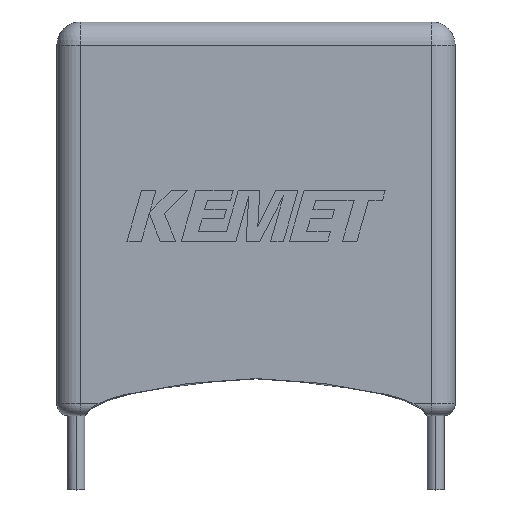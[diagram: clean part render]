
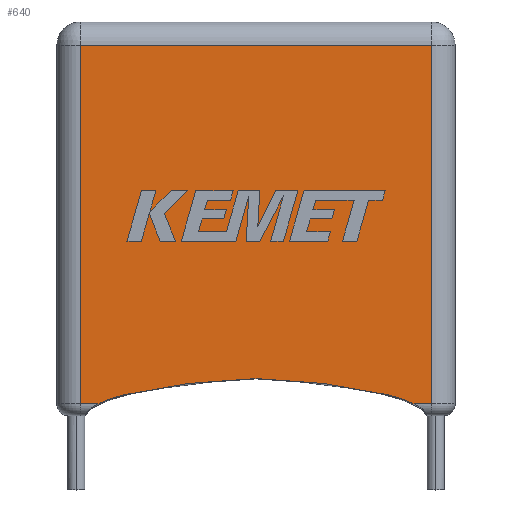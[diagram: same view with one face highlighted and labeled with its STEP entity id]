
A CAD part, top view. The second image highlights one B-rep face of the part: STEP entity #640.
In plain terms, the highlighted planar face has unit normal (0, 0, 1).
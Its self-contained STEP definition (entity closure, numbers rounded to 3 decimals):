
#80 = EDGE_CURVE ( 'NONE', #2382, #3221, #2539, .T. ) ;
#211 = DIRECTION ( 'NONE',  ( 0., 0., -1. ) ) ;
#306 = PLANE ( 'NONE',  #1070 ) ;
#336 = VERTEX_POINT ( 'NONE', #3557 ) ;
#426 = CARTESIAN_POINT ( 'NONE',  ( 1., 0., 6.89 ) ) ;
#435 = ORIENTED_EDGE ( 'NONE', *, *, #2231, .T. ) ;
#449 = CARTESIAN_POINT ( 'NONE',  ( 16.02, 15.82, 6.89 ) ) ;
#512 = VECTOR ( 'NONE', #3959, 1000. ) ;
#571 = FACE_OUTER_BOUND ( 'NONE', #1403, .T. ) ;
#608 = CARTESIAN_POINT ( 'NONE',  ( 15.262, 0.5, 6.89 ) ) ;
#640 = ADVANCED_FACE ( 'NONE', ( #571 ), #306, .F. ) ;
#671 = DIRECTION ( 'NONE',  ( -1., 0., 0. ) ) ;
#764 = DIRECTION ( 'NONE',  ( -1., 0., 0. ) ) ;
#772 = DIRECTION ( 'NONE',  ( 1., 0., 0. ) ) ;
#813 = LINE ( 'NONE', #3369, #2833 ) ;
#1039 = CARTESIAN_POINT ( 'NONE',  ( 8.51, 1.58, 6.89 ) ) ;
#1070 = AXIS2_PLACEMENT_3D ( 'NONE', #1310, #211, #671 ) ;
#1110 = EDGE_CURVE ( 'NONE', #2346, #1542, #2099, .T. ) ;
#1117 = EDGE_CURVE ( 'NONE', #336, #1542, #813, .T. ) ;
#1249 = EDGE_CURVE ( 'NONE', #2346, #2382, #4208, .T. ) ;
#1310 = CARTESIAN_POINT ( 'NONE',  ( 0., 0., 6.89 ) ) ;
#1325 = DIRECTION ( 'NONE',  ( 0., 1., 0. ) ) ;
#1351 = VERTEX_POINT ( 'NONE', #2973 ) ;
#1403 = EDGE_LOOP ( 'NONE', ( #2807, #4436, #2271, #435, #1634, #3239, #4082 ) ) ;
#1431 = CARTESIAN_POINT ( 'NONE',  ( 8.51, 1.58, 6.89 ) ) ;
#1436 = LINE ( 'NONE', #426, #1893 ) ;
#1444 = VERTEX_POINT ( 'NONE', #449 ) ;
#1474 = EDGE_CURVE ( 'NONE', #1351, #336, #1436, .T. ) ;
#1542 = VERTEX_POINT ( 'NONE', #3867 ) ;
#1634 = ORIENTED_EDGE ( 'NONE', *, *, #1474, .T. ) ;
#1706 = VECTOR ( 'NONE', #764, 1000. ) ;
#1723 = CARTESIAN_POINT ( 'NONE',  ( 16.02, 0., 6.89 ) ) ;
#1893 = VECTOR ( 'NONE', #3822, 1000. ) ;
#2099 = B_SPLINE_CURVE_WITH_KNOTS ( 'NONE', 3,
 ( #1431, #2488, #4287, #2895 ),
 .UNSPECIFIED., .F., .F.,
 ( 4, 4 ),
 ( 0., 0.83 ),
 .UNSPECIFIED. ) ;
#2231 = EDGE_CURVE ( 'NONE', #1444, #1351, #3162, .T. ) ;
#2271 = ORIENTED_EDGE ( 'NONE', *, *, #3193, .T. ) ;
#2346 = VERTEX_POINT ( 'NONE', #3242 ) ;
#2382 = VERTEX_POINT ( 'NONE', #608 ) ;
#2488 = CARTESIAN_POINT ( 'NONE',  ( 7.19, 1.58, 6.89 ) ) ;
#2539 = LINE ( 'NONE', #3584, #512 ) ;
#2778 = CARTESIAN_POINT ( 'NONE',  ( 13.803, 1.236, 6.89 ) ) ;
#2807 = ORIENTED_EDGE ( 'NONE', *, *, #1249, .T. ) ;
#2833 = VECTOR ( 'NONE', #772, 1000. ) ;
#2868 = CARTESIAN_POINT ( 'NONE',  ( 0., 15.82, 6.89 ) ) ;
#2895 = CARTESIAN_POINT ( 'NONE',  ( 1.758, 0.5, 6.89 ) ) ;
#2973 = CARTESIAN_POINT ( 'NONE',  ( 1., 15.82, 6.89 ) ) ;
#3162 = LINE ( 'NONE', #2868, #1706 ) ;
#3183 = VECTOR ( 'NONE', #1325, 1000. ) ;
#3193 = EDGE_CURVE ( 'NONE', #3221, #1444, #3427, .T. ) ;
#3221 = VERTEX_POINT ( 'NONE', #3469 ) ;
#3239 = ORIENTED_EDGE ( 'NONE', *, *, #1117, .T. ) ;
#3242 = CARTESIAN_POINT ( 'NONE',  ( 8.51, 1.58, 6.89 ) ) ;
#3369 = CARTESIAN_POINT ( 'NONE',  ( 0., 0.5, 6.89 ) ) ;
#3427 = LINE ( 'NONE', #1723, #3183 ) ;
#3469 = CARTESIAN_POINT ( 'NONE',  ( 16.02, 0.5, 6.89 ) ) ;
#3557 = CARTESIAN_POINT ( 'NONE',  ( 1., 0.5, 6.89 ) ) ;
#3584 = CARTESIAN_POINT ( 'NONE',  ( 0., 0.5, 6.89 ) ) ;
#3822 = DIRECTION ( 'NONE',  ( 0., -1., 0. ) ) ;
#3832 = CARTESIAN_POINT ( 'NONE',  ( 15.262, 0.5, 6.89 ) ) ;
#3867 = CARTESIAN_POINT ( 'NONE',  ( 1.758, 0.5, 6.89 ) ) ;
#3959 = DIRECTION ( 'NONE',  ( 1., 0., 0. ) ) ;
#4082 = ORIENTED_EDGE ( 'NONE', *, *, #1110, .F. ) ;
#4208 = B_SPLINE_CURVE_WITH_KNOTS ( 'NONE', 3,
 ( #1039, #4450, #2778, #3832 ),
 .UNSPECIFIED., .F., .F.,
 ( 4, 4 ),
 ( 0., 0.83 ),
 .UNSPECIFIED. ) ;
#4287 = CARTESIAN_POINT ( 'NONE',  ( 3.217, 1.236, 6.89 ) ) ;
#4436 = ORIENTED_EDGE ( 'NONE', *, *, #80, .T. ) ;
#4450 = CARTESIAN_POINT ( 'NONE',  ( 9.83, 1.58, 6.89 ) ) ;
